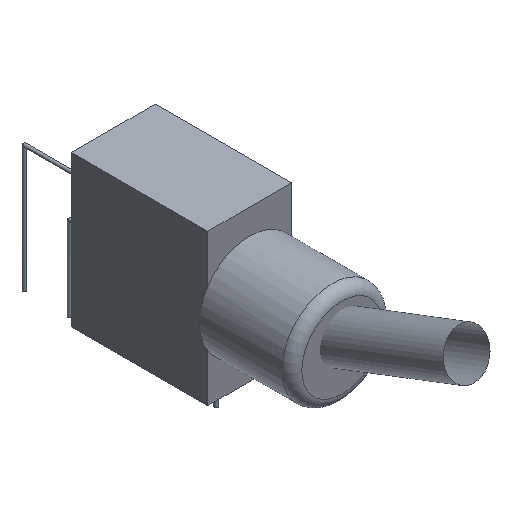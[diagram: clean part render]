
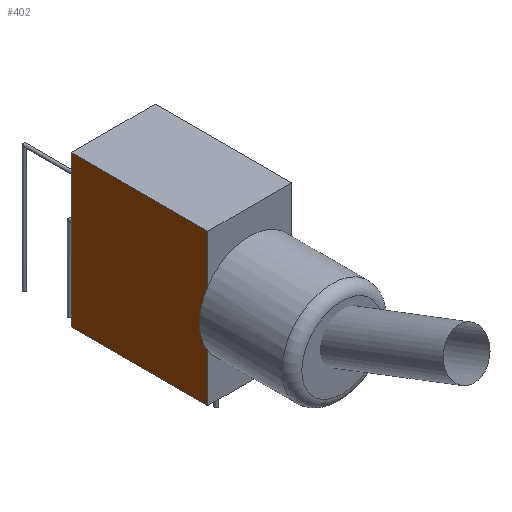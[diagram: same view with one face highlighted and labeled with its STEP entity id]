
A CAD part, isometric view. The second image highlights one B-rep face of the part: STEP entity #402.
In plain terms, the highlighted planar face has unit normal (-1, 0, 0).
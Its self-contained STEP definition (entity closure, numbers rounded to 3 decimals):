
#35=PLANE('',#461);
#43=LINE('',#650,#71);
#52=LINE('',#682,#80);
#53=LINE('',#685,#81);
#58=LINE('',#694,#86);
#60=LINE('',#697,#88);
#62=LINE('',#701,#90);
#71=VECTOR('',#514,10.);
#80=VECTOR('',#551,10.);
#81=VECTOR('',#554,10.);
#86=VECTOR('',#561,10.);
#88=VECTOR('',#565,10.);
#90=VECTOR('',#571,10.);
#122=FACE_OUTER_BOUND('',#153,.T.);
#153=EDGE_LOOP('',(#345,#346,#347,#348,#349,#350));
#195=VERTEX_POINT('',#637);
#198=VERTEX_POINT('',#643);
#199=VERTEX_POINT('',#648);
#200=VERTEX_POINT('',#649);
#210=VERTEX_POINT('',#684);
#213=VERTEX_POINT('',#692);
#233=EDGE_CURVE('',#199,#200,#43,.T.);
#249=EDGE_CURVE('',#195,#198,#52,.T.);
#250=EDGE_CURVE('',#210,#195,#53,.T.);
#255=EDGE_CURVE('',#198,#213,#58,.T.);
#257=EDGE_CURVE('',#210,#199,#60,.T.);
#259=EDGE_CURVE('',#213,#200,#62,.T.);
#345=ORIENTED_EDGE('',*,*,#250,.T.);
#346=ORIENTED_EDGE('',*,*,#249,.T.);
#347=ORIENTED_EDGE('',*,*,#255,.T.);
#348=ORIENTED_EDGE('',*,*,#259,.T.);
#349=ORIENTED_EDGE('',*,*,#233,.F.);
#350=ORIENTED_EDGE('',*,*,#257,.F.);
#402=ADVANCED_FACE('',(#122),#35,.T.);
#461=AXIS2_PLACEMENT_3D('',#702,#572,#573);
#514=DIRECTION('',(0.,0.,1.));
#551=DIRECTION('',(0.,0.,1.));
#554=DIRECTION('',(0.,0.,1.));
#561=DIRECTION('',(0.,0.,1.));
#565=DIRECTION('',(0.,1.,0.));
#571=DIRECTION('',(0.,1.,0.));
#572=DIRECTION('center_axis',(-1.,0.,0.));
#573=DIRECTION('ref_axis',(0.,0.,1.));
#637=CARTESIAN_POINT('',(-2.5,0.,-6.158));
#643=CARTESIAN_POINT('',(-2.5,0.,-2.842));
#648=CARTESIAN_POINT('',(-2.5,8.13,-9.));
#649=CARTESIAN_POINT('',(-2.5,8.13,0.));
#650=CARTESIAN_POINT('',(-2.5,8.13,-9.));
#682=CARTESIAN_POINT('',(-2.5,0.,-9.));
#684=CARTESIAN_POINT('',(-2.5,0.,-9.));
#685=CARTESIAN_POINT('',(-2.5,0.,-9.));
#692=CARTESIAN_POINT('',(-2.5,0.,0.));
#694=CARTESIAN_POINT('',(-2.5,0.,-9.));
#697=CARTESIAN_POINT('',(-2.5,0.,-9.));
#701=CARTESIAN_POINT('',(-2.5,0.,0.));
#702=CARTESIAN_POINT('Origin',(-2.5,0.,-9.));
